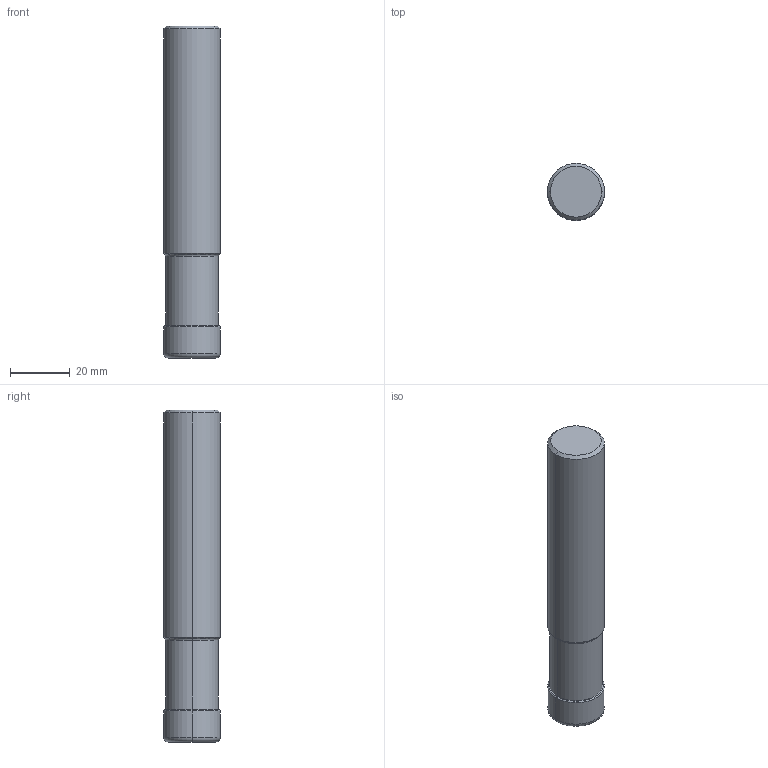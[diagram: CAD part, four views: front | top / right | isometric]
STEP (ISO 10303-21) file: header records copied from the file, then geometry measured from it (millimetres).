
FILE_DESCRIPTION(/* description */ (''),/* implementation_level */ '2;1');
FILE_NAME(/* name */ 'APX3000UR123FA12SA_IR0_063.stp',/* time_stamp */ '2025-06-27T16:01:49+09:00',/* author */ (''),/* organization */ (''),/* preprocessor_version */ 'ST-DEVELOPER v18.101',/* originating_system */ 'SIEMENS PLM Software NX 2011',/* authorisation */ '');
FILE_SCHEMA (('AUTOMOTIVE_DESIGN { 1 0 10303 214 3 1 1 1 }'));
Length unit declared in the file: millimetre
Products named in the file (1): APX3000UR123FA12SA_IR0_063_ASM
Bounding box: 19.05 x 19.05 x 111.13 mm (x, y, z)
Volume: 32777.3 mm3; surface area: 8262.1 mm2
Topology: 2 solids, 2 shells, 55 faces, 141 edges, 107 vertices
Faces by surface type: torus 28, cone 14, cylinder 6, plane 5, bspline 2
Entity records: 1867 total; most frequent: DIRECTION 379, CARTESIAN_POINT 311, ORIENTED_EDGE 252, AXIS2_PLACEMENT_3D 177, EDGE_CURVE 126, CIRCLE 116, VERTEX_POINT 76, EDGE_LOOP 58
